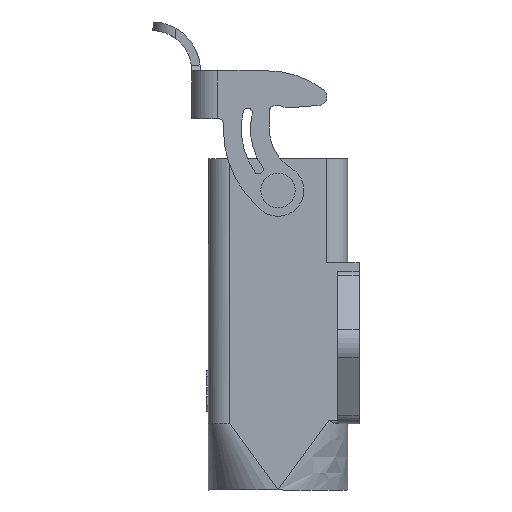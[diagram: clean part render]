
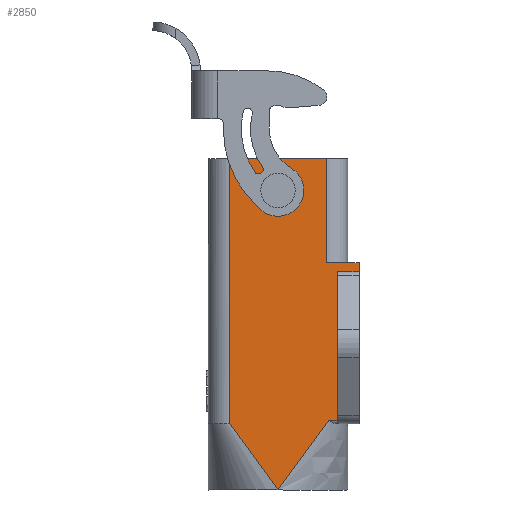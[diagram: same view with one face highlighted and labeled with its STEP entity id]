
A CAD part, front view. The second image highlights one B-rep face of the part: STEP entity #2850.
In plain terms, the highlighted planar face has unit normal (0, -1, 0).
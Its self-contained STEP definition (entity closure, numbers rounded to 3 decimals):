
#1709=FACE_BOUND('',#3501,.T.);
#1710=FACE_BOUND('',#3502,.T.);
#1771=LINE('',#8113,#2202);
#1790=LINE('',#8196,#2221);
#2043=LINE('',#8892,#2474);
#2044=LINE('',#8894,#2475);
#2052=LINE('',#8963,#2483);
#2062=LINE('',#8993,#2493);
#2089=LINE('',#9466,#2520);
#2090=LINE('',#9485,#2521);
#2091=LINE('',#9489,#2522);
#2202=VECTOR('',#6831,1.);
#2221=VECTOR('',#6884,1.);
#2474=VECTOR('',#7445,1.);
#2475=VECTOR('',#7448,1.);
#2483=VECTOR('',#7464,1.);
#2493=VECTOR('',#7492,1.);
#2520=VECTOR('',#7611,1.);
#2521=VECTOR('',#7612,1.);
#2522=VECTOR('',#7617,1.);
#2654=B_SPLINE_CURVE_WITH_KNOTS('',3,(#9352,#9353,#9354,#9355,#9356,#9357,
#9358,#9359,#9360,#9361,#9362,#9363,#9364,#9365,#9366,#9367,#9368,#9369,
#9370,#9371,#9372,#9373,#9374,#9375,#9376,#9377,#9378,#9379,#9380,#9381,
#9382,#9383,#9384,#9385,#9386,#9387,#9388,#9389,#9390,#9391,#9392,#9393,
#9394,#9395,#9396,#9397,#9398,#9399,#9400,#9401,#9402,#9403,#9404,#9405,
#9406,#9407,#9408,#9409,#9410,#9411,#9412,#9413,#9414,#9415),
 .UNSPECIFIED.,.F.,.F.,(4,3,3,3,3,3,3,3,3,3,3,3,3,3,3,3,3,3,3,3,3,4),(0.,
0.115,0.204,0.272,0.325,
0.365,0.396,0.42,0.439,
0.453,0.464,0.536,0.547,
0.561,0.58,0.604,0.635,
0.675,0.728,0.796,0.885,
1.),.UNSPECIFIED.);
#2850=ADVANCED_FACE('',(#1709,#1710),#3048,.T.);
#3048=PLANE('',#6623);
#3501=EDGE_LOOP('',(#4499));
#3502=EDGE_LOOP('',(#4500,#4501,#4502,#4503,#4504,#4505,#4506,#4507,#4508,
#4509));
#4499=ORIENTED_EDGE('',*,*,#5771,.T.);
#4500=ORIENTED_EDGE('',*,*,#5770,.T.);
#4501=ORIENTED_EDGE('',*,*,#5374,.T.);
#4502=ORIENTED_EDGE('',*,*,#5772,.T.);
#4503=ORIENTED_EDGE('',*,*,#5691,.T.);
#4504=ORIENTED_EDGE('',*,*,#5707,.F.);
#4505=ORIENTED_EDGE('',*,*,#5677,.T.);
#4506=ORIENTED_EDGE('',*,*,#5678,.T.);
#4507=ORIENTED_EDGE('',*,*,#5769,.T.);
#4508=ORIENTED_EDGE('',*,*,#5768,.T.);
#4509=ORIENTED_EDGE('',*,*,#5342,.T.);
#4905=VERTEX_POINT('',#8112);
#4906=VERTEX_POINT('',#8114);
#4929=VERTEX_POINT('',#8195);
#4930=VERTEX_POINT('',#8197);
#5131=VERTEX_POINT('',#8882);
#5133=VERTEX_POINT('',#8891);
#5134=VERTEX_POINT('',#8895);
#5142=VERTEX_POINT('',#8962);
#5143=VERTEX_POINT('',#8964);
#5187=VERTEX_POINT('',#9346);
#5189=VERTEX_POINT('',#9488);
#5342=EDGE_CURVE('',#4906,#4905,#1771,.T.);
#5374=EDGE_CURVE('',#4930,#4929,#1790,.T.);
#5677=EDGE_CURVE('',#5131,#5133,#2043,.T.);
#5678=EDGE_CURVE('',#5133,#5134,#2044,.T.);
#5691=EDGE_CURVE('',#5143,#5142,#2052,.T.);
#5707=EDGE_CURVE('',#5131,#5142,#2062,.T.);
#5768=EDGE_CURVE('',#5187,#4906,#2654,.T.);
#5769=EDGE_CURVE('',#5134,#5187,#2089,.T.);
#5770=EDGE_CURVE('',#4905,#4930,#2090,.T.);
#5771=EDGE_CURVE('',#5189,#5189,#6027,.T.);
#5772=EDGE_CURVE('',#4929,#5143,#2091,.T.);
#6027=CIRCLE('',#6622,2.);
#6622=AXIS2_PLACEMENT_3D('',#9487,#7615,#7616);
#6623=AXIS2_PLACEMENT_3D('',#9490,#7618,#7619);
#6831=DIRECTION('',(0.,0.,1.));
#6884=DIRECTION('',(0.,0.,1.));
#7445=DIRECTION('',(0.,0.,-1.));
#7448=DIRECTION('',(0.59,0.,-0.808));
#7464=DIRECTION('',(0.,0.,1.));
#7492=DIRECTION('',(1.,0.,0.));
#7611=DIRECTION('',(0.59,0.,0.808));
#7612=DIRECTION('',(1.,0.,0.));
#7615=DIRECTION('',(0.,1.,0.));
#7616=DIRECTION('',(1.,0.,0.));
#7617=DIRECTION('',(-1.,0.,0.));
#7618=DIRECTION('',(0.,-1.,0.));
#7619=DIRECTION('',(1.,0.,0.));
#8112=CARTESIAN_POINT('',(10.4,-12.1,-19.6));
#8113=CARTESIAN_POINT('',(10.4,-12.1,-17.3));
#8114=CARTESIAN_POINT('',(10.4,-12.1,-45.516));
#8195=CARTESIAN_POINT('',(14.1,-12.1,-18.1));
#8196=CARTESIAN_POINT('',(14.1,-12.1,-19.6));
#8197=CARTESIAN_POINT('',(14.1,-12.1,-19.6));
#8882=CARTESIAN_POINT('',(-8.4,-12.1,0.));
#8891=CARTESIAN_POINT('',(-8.4,-12.1,-46.1));
#8892=CARTESIAN_POINT('',(-8.4,-12.1,-0.25));
#8894=CARTESIAN_POINT('',(-8.4,-12.1,-46.1));
#8895=CARTESIAN_POINT('',(0.,-12.1,-57.6));
#8962=CARTESIAN_POINT('',(8.4,-12.1,0.));
#8963=CARTESIAN_POINT('',(8.4,-12.1,-17.6));
#8964=CARTESIAN_POINT('',(8.4,-12.1,-18.1));
#8993=CARTESIAN_POINT('',(-12.805,-12.1,0.));
#9346=CARTESIAN_POINT('',(8.826,-12.1,-45.516));
#9352=CARTESIAN_POINT('',(5.159,-12.1,-45.516));
#9353=CARTESIAN_POINT('',(5.463,-12.1,-45.516));
#9354=CARTESIAN_POINT('',(5.767,-12.1,-45.516));
#9355=CARTESIAN_POINT('',(6.071,-12.1,-45.516));
#9356=CARTESIAN_POINT('',(6.305,-12.1,-45.516));
#9357=CARTESIAN_POINT('',(6.539,-12.1,-45.516));
#9358=CARTESIAN_POINT('',(6.773,-12.1,-45.516));
#9359=CARTESIAN_POINT('',(6.953,-12.1,-45.516));
#9360=CARTESIAN_POINT('',(7.133,-12.1,-45.516));
#9361=CARTESIAN_POINT('',(7.313,-12.1,-45.516));
#9362=CARTESIAN_POINT('',(7.452,-12.1,-45.516));
#9363=CARTESIAN_POINT('',(7.59,-12.1,-45.516));
#9364=CARTESIAN_POINT('',(7.729,-12.1,-45.516));
#9365=CARTESIAN_POINT('',(7.835,-12.1,-45.516));
#9366=CARTESIAN_POINT('',(7.942,-12.1,-45.516));
#9367=CARTESIAN_POINT('',(8.048,-12.1,-45.516));
#9368=CARTESIAN_POINT('',(8.13,-12.1,-45.516));
#9369=CARTESIAN_POINT('',(8.212,-12.1,-45.516));
#9370=CARTESIAN_POINT('',(8.294,-12.1,-45.516));
#9371=CARTESIAN_POINT('',(8.357,-12.1,-45.516));
#9372=CARTESIAN_POINT('',(8.42,-12.1,-45.516));
#9373=CARTESIAN_POINT('',(8.483,-12.1,-45.516));
#9374=CARTESIAN_POINT('',(8.531,-12.1,-45.516));
#9375=CARTESIAN_POINT('',(8.58,-12.1,-45.516));
#9376=CARTESIAN_POINT('',(8.628,-12.1,-45.516));
#9377=CARTESIAN_POINT('',(8.666,-12.1,-45.516));
#9378=CARTESIAN_POINT('',(8.703,-12.1,-45.516));
#9379=CARTESIAN_POINT('',(8.74,-12.1,-45.516));
#9380=CARTESIAN_POINT('',(8.769,-12.1,-45.516));
#9381=CARTESIAN_POINT('',(8.798,-12.1,-45.516));
#9382=CARTESIAN_POINT('',(8.826,-12.1,-45.516));
#9383=CARTESIAN_POINT('',(9.018,-12.1,-45.516));
#9384=CARTESIAN_POINT('',(9.209,-12.1,-45.516));
#9385=CARTESIAN_POINT('',(9.4,-12.1,-45.516));
#9386=CARTESIAN_POINT('',(9.429,-12.1,-45.516));
#9387=CARTESIAN_POINT('',(9.457,-12.1,-45.516));
#9388=CARTESIAN_POINT('',(9.486,-12.1,-45.516));
#9389=CARTESIAN_POINT('',(9.523,-12.1,-45.516));
#9390=CARTESIAN_POINT('',(9.561,-12.1,-45.516));
#9391=CARTESIAN_POINT('',(9.598,-12.1,-45.516));
#9392=CARTESIAN_POINT('',(9.646,-12.1,-45.516));
#9393=CARTESIAN_POINT('',(9.695,-12.1,-45.516));
#9394=CARTESIAN_POINT('',(9.743,-12.1,-45.516));
#9395=CARTESIAN_POINT('',(9.806,-12.1,-45.516));
#9396=CARTESIAN_POINT('',(9.869,-12.1,-45.516));
#9397=CARTESIAN_POINT('',(9.932,-12.1,-45.516));
#9398=CARTESIAN_POINT('',(10.014,-12.1,-45.516));
#9399=CARTESIAN_POINT('',(10.096,-12.1,-45.516));
#9400=CARTESIAN_POINT('',(10.178,-12.1,-45.516));
#9401=CARTESIAN_POINT('',(10.285,-12.1,-45.516));
#9402=CARTESIAN_POINT('',(10.391,-12.1,-45.516));
#9403=CARTESIAN_POINT('',(10.498,-12.1,-45.516));
#9404=CARTESIAN_POINT('',(10.636,-12.1,-45.516));
#9405=CARTESIAN_POINT('',(10.775,-12.1,-45.516));
#9406=CARTESIAN_POINT('',(10.913,-12.1,-45.516));
#9407=CARTESIAN_POINT('',(11.093,-12.1,-45.516));
#9408=CARTESIAN_POINT('',(11.273,-12.1,-45.516));
#9409=CARTESIAN_POINT('',(11.453,-12.1,-45.516));
#9410=CARTESIAN_POINT('',(11.687,-12.1,-45.516));
#9411=CARTESIAN_POINT('',(11.921,-12.1,-45.516));
#9412=CARTESIAN_POINT('',(12.155,-12.1,-45.516));
#9413=CARTESIAN_POINT('',(12.459,-12.1,-45.516));
#9414=CARTESIAN_POINT('',(12.763,-12.1,-45.516));
#9415=CARTESIAN_POINT('',(13.067,-12.1,-45.516));
#9466=CARTESIAN_POINT('',(0.365,-12.1,-57.1));
#9485=CARTESIAN_POINT('',(14.2,-12.1,-19.6));
#9487=CARTESIAN_POINT('',(0.,-12.1,-5.5));
#9488=CARTESIAN_POINT('',(2.,-12.1,-5.5));
#9489=CARTESIAN_POINT('',(14.1,-12.1,-18.1));
#9490=CARTESIAN_POINT('',(-8.9,-12.1,-58.03));
